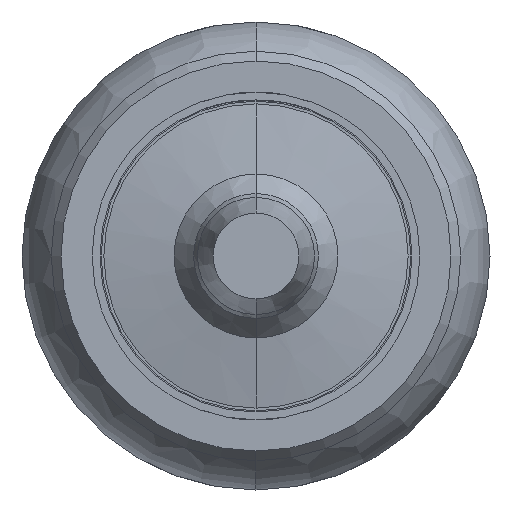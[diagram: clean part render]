
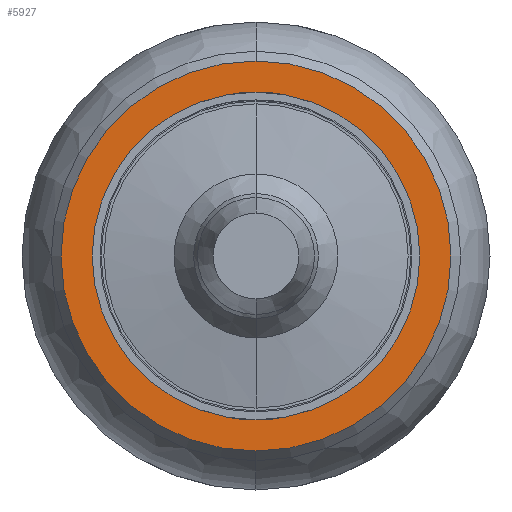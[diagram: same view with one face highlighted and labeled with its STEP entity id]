
A CAD part, front view. The second image highlights one B-rep face of the part: STEP entity #5927.
In plain terms, the highlighted planar face has unit normal (0, -1, 0).
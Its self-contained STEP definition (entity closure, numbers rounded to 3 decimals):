
#42 = AXIS2_PLACEMENT_3D ( 'NONE', #2402, #5609, #791 ) ;
#441 = EDGE_LOOP ( 'NONE', ( #4972, #6898 ) ) ;
#545 = DIRECTION ( 'NONE',  ( 0., 1., 0. ) ) ;
#601 = CIRCLE ( 'NONE', #5619, 2.5 ) ;
#720 = CARTESIAN_POINT ( 'NONE',  ( 0., 1., 0.925 ) ) ;
#791 = DIRECTION ( 'NONE',  ( 0., 0., -1. ) ) ;
#920 = CARTESIAN_POINT ( 'NONE',  ( 0., 1., 0. ) ) ;
#995 = FACE_OUTER_BOUND ( 'NONE', #6085, .T. ) ;
#1415 = DIRECTION ( 'NONE',  ( 0., -1., 0. ) ) ;
#1734 = DIRECTION ( 'NONE',  ( 0., -1., 0. ) ) ;
#1753 = DIRECTION ( 'NONE',  ( 0., 0., -1. ) ) ;
#1975 = EDGE_CURVE ( 'Defeature ausgef�hrt1_58+Defeature ausgef�hrt1_57+Defeature ausgef�hrt1_57+Defeature ausgef�hrt1_57', #6629, #2069, #4530, .T. ) ;
#2069 = VERTEX_POINT ( 'NONE', #3787 ) ;
#2090 = CIRCLE ( 'NONE', #6375, 0.925 ) ;
#2212 = CARTESIAN_POINT ( 'NONE',  ( 0., 1., -0.925 ) ) ;
#2402 = CARTESIAN_POINT ( 'NONE',  ( 0.75, 1., 0. ) ) ;
#2614 = DIRECTION ( 'NONE',  ( 0., 0., -1. ) ) ;
#2757 = DIRECTION ( 'NONE',  ( 0., 0., -1. ) ) ;
#2852 = CIRCLE ( 'NONE', #5260, 0.925 ) ;
#2917 = VERTEX_POINT ( 'NONE', #2212 ) ;
#3322 = DIRECTION ( 'NONE',  ( 0., 1., 0. ) ) ;
#3500 = EDGE_CURVE ( 'Defeature ausgef�hrt1_58+Defeature ausgef�hrt1_57+Defeature ausgef�hrt1_57+Defeature ausgef�hrt1_57', #2069, #6629, #601, .T. ) ;
#3787 = CARTESIAN_POINT ( 'NONE',  ( 0., 1., -2.5 ) ) ;
#4035 = ORIENTED_EDGE ( 'NONE', *, *, #3500, .T. ) ;
#4530 = CIRCLE ( 'NONE', #6252, 2.5 ) ;
#4643 = DIRECTION ( 'NONE',  ( 0., 0., -1. ) ) ;
#4852 = CARTESIAN_POINT ( 'NONE',  ( 0., 1., 0. ) ) ;
#4946 = CARTESIAN_POINT ( 'NONE',  ( 0., 1., 0. ) ) ;
#4971 = CARTESIAN_POINT ( 'NONE',  ( 0., 1., 0. ) ) ;
#4972 = ORIENTED_EDGE ( 'NONE', *, *, #5823, .T. ) ;
#5177 = CARTESIAN_POINT ( 'NONE',  ( 0., 1., 2.5 ) ) ;
#5260 = AXIS2_PLACEMENT_3D ( 'NONE', #4971, #3322, #1753 ) ;
#5449 = ORIENTED_EDGE ( 'NONE', *, *, #1975, .T. ) ;
#5609 = DIRECTION ( 'NONE',  ( 0., -1., 0. ) ) ;
#5619 = AXIS2_PLACEMENT_3D ( 'NONE', #4946, #1734, #2757 ) ;
#5823 = EDGE_CURVE ( 'Defeature ausgef�hrt1_58+Defeature ausgef�hrt1_59+Defeature ausgef�hrt1_59+Defeature ausgef�hrt1_59', #2917, #6524, #2852, .T. ) ;
#5927 = ADVANCED_FACE ( 'Defeature ausgef�hrt1_58', ( #6566, #995 ), #6705, .T. ) ;
#6085 = EDGE_LOOP ( 'NONE', ( #4035, #5449 ) ) ;
#6234 = EDGE_CURVE ( 'Defeature ausgef�hrt1_58+Defeature ausgef�hrt1_59+Defeature ausgef�hrt1_59+Defeature ausgef�hrt1_59', #6524, #2917, #2090, .T. ) ;
#6252 = AXIS2_PLACEMENT_3D ( 'NONE', #920, #1415, #4643 ) ;
#6375 = AXIS2_PLACEMENT_3D ( 'NONE', #4852, #545, #2614 ) ;
#6524 = VERTEX_POINT ( 'NONE', #720 ) ;
#6566 = FACE_BOUND ( 'NONE', #441, .T. ) ;
#6629 = VERTEX_POINT ( 'NONE', #5177 ) ;
#6705 = PLANE ( 'NONE',  #42 ) ;
#6898 = ORIENTED_EDGE ( 'NONE', *, *, #6234, .T. ) ;
